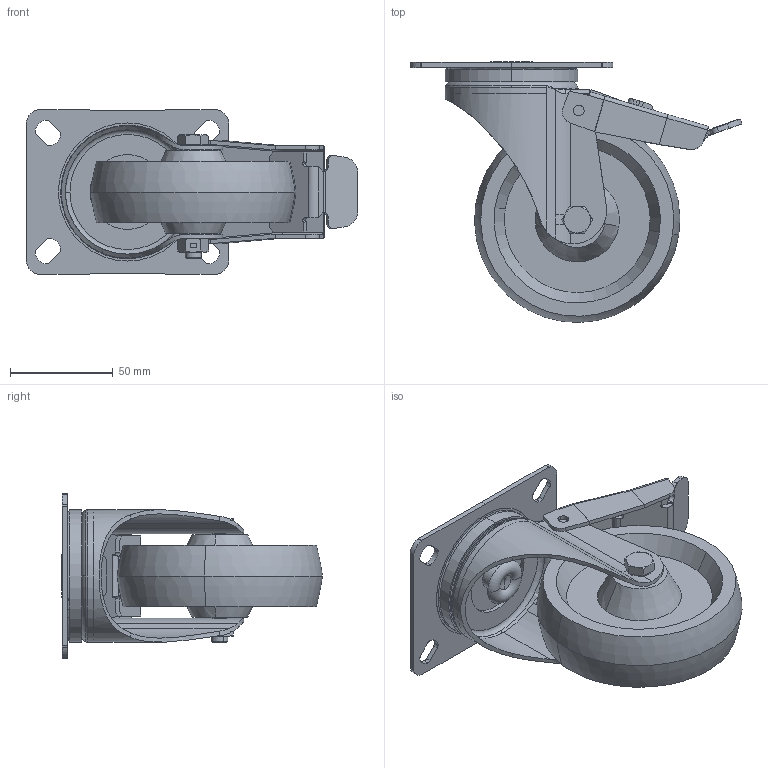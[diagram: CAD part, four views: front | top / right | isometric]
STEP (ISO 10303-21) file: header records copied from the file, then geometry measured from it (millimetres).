
FILE_DESCRIPTION (( 'STEP AP214' ), '1' );
FILE_NAME ('0030250_L-IT-HDK-100-G-3-DSN.STEP', '2017-02-28T10:20:59', ( '' ), ( '' ), 'SwSTEP 2.0', 'SolidWorks 2016', '' );
FILE_SCHEMA (( 'AUTOMOTIVE_DESIGN' ));
Length unit declared in the file: millimetre
Products named in the file (1): 0030250_L-IT-HDK-100-G-3-DSN
Bounding box: 161.52 x 126.98 x 80 mm (x, y, z)
Surface area: 89898.1 mm2 (no closed solid volume)
Topology: 0 solids, 15 shells, 455 faces, 1251 edges, 808 vertices
Faces by surface type: plane 192, cylinder 117, torus 53, bspline 53, cone 40
Entity records: 21074 total; most frequent: CARTESIAN_POINT 4976, ORIENTED_EDGE 2341, DIRECTION 2201, EDGE_CURVE 1249, VERTEX_POINT 808, AXIS2_PLACEMENT_3D 798, VECTOR 605, LINE 605
